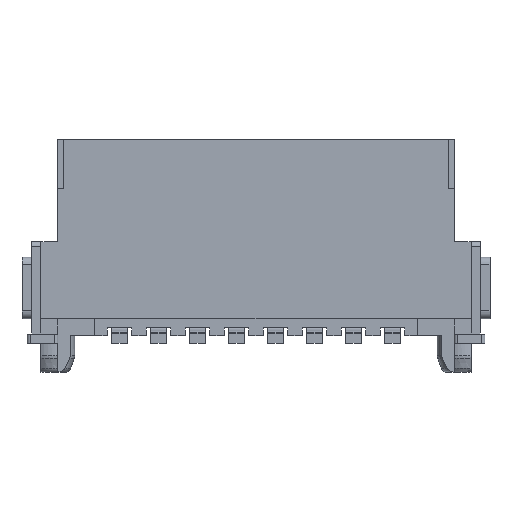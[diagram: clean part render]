
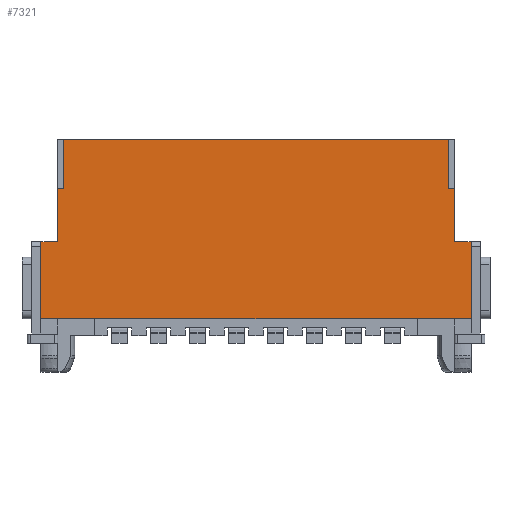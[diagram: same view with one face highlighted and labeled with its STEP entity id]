
A CAD part, front view. The second image highlights one B-rep face of the part: STEP entity #7321.
In plain terms, the highlighted planar face has unit normal (0, -1, 0).
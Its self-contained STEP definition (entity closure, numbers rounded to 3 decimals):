
#3138=CARTESIAN_POINT('',(7.005,-2.1,3.3));
#3139=VERTEX_POINT('',#3138);
#3140=CARTESIAN_POINT('',(6.455,-2.1,3.3));
#3141=VERTEX_POINT('',#3140);
#3142=CARTESIAN_POINT('',(7.005,-2.1,3.3));
#3143=DIRECTION('',(-1.0,0.0,0.0));
#3144=VECTOR('',#3143,0.55);
#3145=LINE('',#3142,#3144);
#3146=EDGE_CURVE('',#3139,#3141,#3145,.T.);
#3337=CARTESIAN_POINT('',(6.255,-2.1,6.63));
#3338=VERTEX_POINT('',#3337);
#3345=CARTESIAN_POINT('',(6.255,-2.1,5.03));
#3346=VERTEX_POINT('',#3345);
#3347=CARTESIAN_POINT('',(6.255,-2.1,5.03));
#3348=DIRECTION('',(0.0,0.0,1.0));
#3349=VECTOR('',#3348,1.6);
#3350=LINE('',#3347,#3349);
#3351=EDGE_CURVE('',#3346,#3338,#3350,.T.);
#3407=CARTESIAN_POINT('',(-6.255,-2.1,6.63));
#3408=VERTEX_POINT('',#3407);
#3409=CARTESIAN_POINT('',(-6.255,-2.1,5.03));
#3410=VERTEX_POINT('',#3409);
#3411=CARTESIAN_POINT('',(-6.255,-2.1,6.63));
#3412=DIRECTION('',(0.0,0.0,-1.0));
#3413=VECTOR('',#3412,1.6);
#3414=LINE('',#3411,#3413);
#3415=EDGE_CURVE('',#3408,#3410,#3414,.T.);
#3439=CARTESIAN_POINT('',(-6.255,-2.1,6.63));
#3440=DIRECTION('',(1.0,0.0,0.0));
#3441=VECTOR('',#3440,12.51);
#3442=LINE('',#3439,#3441);
#3443=EDGE_CURVE('',#3408,#3338,#3442,.T.);
#3554=CARTESIAN_POINT('',(6.455,-2.1,5.03));
#3555=VERTEX_POINT('',#3554);
#3556=CARTESIAN_POINT('',(6.455,-2.1,5.03));
#3557=DIRECTION('',(-1.0,0.0,0.0));
#3558=VECTOR('',#3557,0.2);
#3559=LINE('',#3556,#3558);
#3560=EDGE_CURVE('',#3555,#3346,#3559,.T.);
#3577=CARTESIAN_POINT('',(6.455,-2.1,5.03));
#3578=DIRECTION('',(0.0,0.0,-1.0));
#3579=VECTOR('',#3578,1.73);
#3580=LINE('',#3577,#3579);
#3581=EDGE_CURVE('',#3555,#3141,#3580,.T.);
#7251=CARTESIAN_POINT('',(7.005,-2.1,0.8));
#7252=VERTEX_POINT('',#7251);
#7253=CARTESIAN_POINT('',(7.005,-2.1,0.8));
#7254=DIRECTION('',(0.0,0.0,1.0));
#7255=VECTOR('',#7254,2.5);
#7256=LINE('',#7253,#7255);
#7257=EDGE_CURVE('',#7252,#3139,#7256,.T.);
#7269=CARTESIAN_POINT('',(-9.191,-2.1,0.569));
#7270=DIRECTION('',(0.0,-1.0,0.0));
#7271=DIRECTION('',(0.0,0.0,-1.0));
#7272=AXIS2_PLACEMENT_3D('',#7269,#7270,#7271);
#7273=PLANE('',#7272);
#7274=CARTESIAN_POINT('',(-6.455,-2.1,5.03));
#7275=VERTEX_POINT('',#7274);
#7276=CARTESIAN_POINT('',(-6.255,-2.1,5.03));
#7277=DIRECTION('',(-1.0,0.0,0.0));
#7278=VECTOR('',#7277,0.2);
#7279=LINE('',#7276,#7278);
#7280=EDGE_CURVE('',#3410,#7275,#7279,.T.);
#7281=ORIENTED_EDGE('',*,*,#7280,.T.);
#7282=CARTESIAN_POINT('',(-6.455,-2.1,3.3));
#7283=VERTEX_POINT('',#7282);
#7284=CARTESIAN_POINT('',(-6.455,-2.1,3.3));
#7285=DIRECTION('',(0.0,0.0,1.0));
#7286=VECTOR('',#7285,1.73);
#7287=LINE('',#7284,#7286);
#7288=EDGE_CURVE('',#7283,#7275,#7287,.T.);
#7289=ORIENTED_EDGE('',*,*,#7288,.F.);
#7290=CARTESIAN_POINT('',(-7.005,-2.1,3.3));
#7291=VERTEX_POINT('',#7290);
#7292=CARTESIAN_POINT('',(-6.455,-2.1,3.3));
#7293=DIRECTION('',(-1.0,0.0,0.0));
#7294=VECTOR('',#7293,0.55);
#7295=LINE('',#7292,#7294);
#7296=EDGE_CURVE('',#7283,#7291,#7295,.T.);
#7297=ORIENTED_EDGE('',*,*,#7296,.T.);
#7298=CARTESIAN_POINT('',(-7.005,-2.1,0.8));
#7299=VERTEX_POINT('',#7298);
#7300=CARTESIAN_POINT('',(-7.005,-2.1,3.3));
#7301=DIRECTION('',(0.0,0.0,-1.0));
#7302=VECTOR('',#7301,2.5);
#7303=LINE('',#7300,#7302);
#7304=EDGE_CURVE('',#7291,#7299,#7303,.T.);
#7305=ORIENTED_EDGE('',*,*,#7304,.T.);
#7306=CARTESIAN_POINT('',(-7.005,-2.1,0.8));
#7307=DIRECTION('',(1.0,0.0,0.0));
#7308=VECTOR('',#7307,14.01);
#7309=LINE('',#7306,#7308);
#7310=EDGE_CURVE('',#7299,#7252,#7309,.T.);
#7311=ORIENTED_EDGE('',*,*,#7310,.T.);
#7312=ORIENTED_EDGE('',*,*,#7257,.T.);
#7313=ORIENTED_EDGE('',*,*,#3146,.T.);
#7314=ORIENTED_EDGE('',*,*,#3581,.F.);
#7315=ORIENTED_EDGE('',*,*,#3560,.T.);
#7316=ORIENTED_EDGE('',*,*,#3351,.T.);
#7317=ORIENTED_EDGE('',*,*,#3443,.F.);
#7318=ORIENTED_EDGE('',*,*,#3415,.T.);
#7319=EDGE_LOOP('',(#7281,#7289,#7297,#7305,#7311,#7312,#7313,#7314,#7315,#7316,#7317,#7318));
#7320=FACE_OUTER_BOUND('',#7319,.T.);
#7321=ADVANCED_FACE('',(#7320),#7273,.T.);
